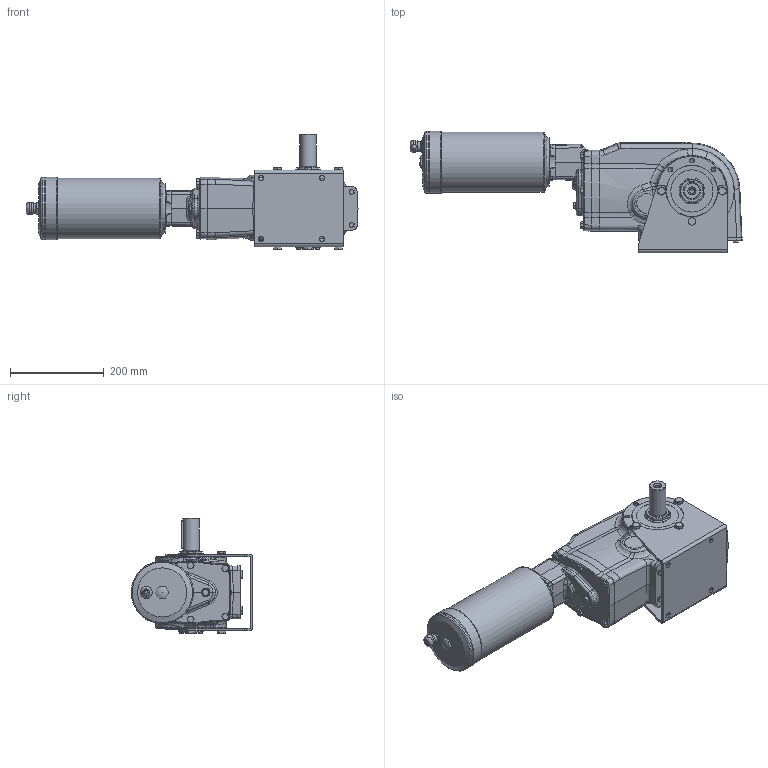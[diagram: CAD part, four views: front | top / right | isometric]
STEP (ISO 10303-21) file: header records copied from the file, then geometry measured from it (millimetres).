
FILE_DESCRIPTION( ( 'Unknown' ), '1' );
FILE_NAME( '10C43EB7869BFC9BDC4EE4C6FEDBC80.3d.stp', 'Unknown', ( 'Unknown' ), ( 'Unknown' ), 'PSStep 10.1', 'Unknown', ' ' );
FILE_SCHEMA( ( 'AUTOMOTIVE_DESIGN { 1 0 10303 214 1 1 1 1 }' ) );
Length unit declared in the file: millimetre
Products named in the file (1): X74N
Bounding box: 708.9 x 259.9 x 245.9 mm (x, y, z)
Volume: 12445653.3 mm3; surface area: 601453.6 mm2
Topology: 1 solids, 31 shells, 1146 faces, 2685 edges, 1663 vertices
Faces by surface type: plane 422, cylinder 276, cone 234, bspline 143, torus 64, extrusion 4, sphere 3
Full cylindrical faces by diameter (mm): 2.6 x1, 4.134 x2, 4.917 x8, 6 x8, 7 x13, 8 x4, 8.376 x32, 8.9 x8, 9 x4, 10 x6, 10.106 x1, 10.5 x6, 11 x4, 11.6 x6, 12.5 x1, 13 x4, 13.4 x1, 14 x5, 14.6 x6, 16.662 x1, 17 x1, 18 x2, 20 x1, 21 x1, 23 x1, 34.6 x1, 35 x2, 40 x1, 42.5 x2, 47 x1
Entity records: 58684 total; most frequent: CARTESIAN_POINT 26416, DIRECTION 4546, ORIENTED_EDGE 4492, EDGE_CURVE 2246, AXIS2_PLACEMENT_3D 1896, EDGE_LOOP 1561, VERTEX_POINT 1539, FACE_OUTER_BOUND 1357
